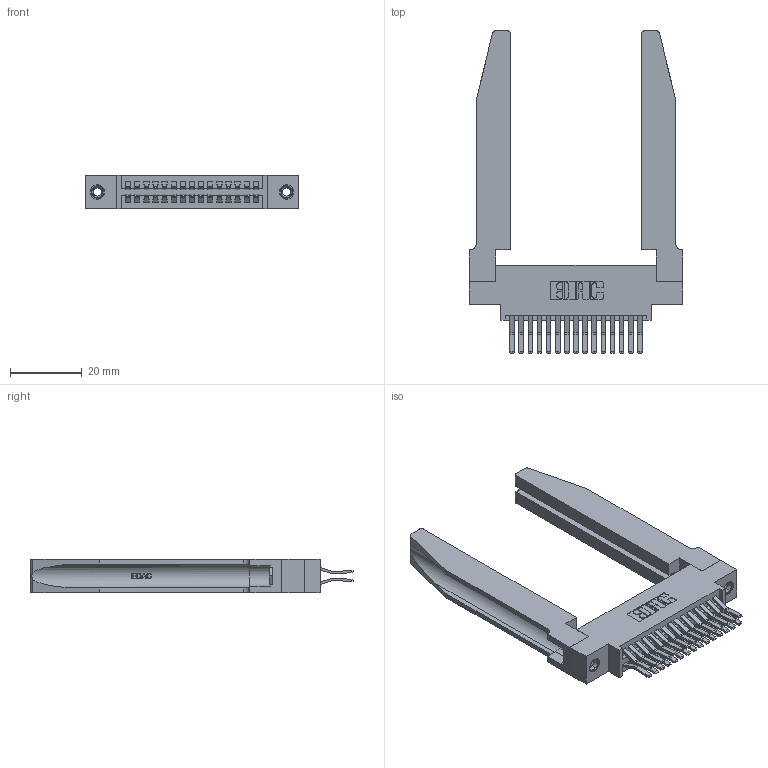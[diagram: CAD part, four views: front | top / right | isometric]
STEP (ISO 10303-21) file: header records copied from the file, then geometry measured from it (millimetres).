
FILE_DESCRIPTION (( 'STEP AP203' ), '1' );
FILE_NAME ('395-030-560-878.STEP', '2019-10-17T15:19:23', ( '' ), ( '' ), 'SwSTEP 2.0', 'SolidWorks 2016', '' );
FILE_SCHEMA (( 'CONFIG_CONTROL_DESIGN' ));
Length unit declared in the file: inch
Products named in the file (5): 345 Part_0.170 Offset - 0.156 Dia-TH; 345-292-001_560 Tail; 345-250-001_345-250-001-102; 345-220-078_345-220-078; 395-030-560-878
Assembly tree (35 placements, depth 2):
  395-030-560-878
    345 Part_0.170 Offset - 0.156 Dia-TH
    345-292-001_560 Tail  x30
    345-250-001_345-250-001-102  x2
    345-220-078_345-220-078  x2
Bounding box: 59.33 x 89.72 x 9.4 mm (x, y, z)
Volume: 13366.9 mm3; surface area: 15237.2 mm2
Topology: 35 solids, 35 shells, 1924 faces, 5611 edges, 3690 vertices
Faces by surface type: plane 1216, cylinder 656, bspline 36, cone 12, torus 4
Entity records: 20364 total; most frequent: CARTESIAN_POINT 4359, ORIENTED_EDGE 3190, DIRECTION 2873, EDGE_CURVE 1595, LINE 1305, VECTOR 1305, VERTEX_POINT 1056, AXIS2_PLACEMENT_3D 784
